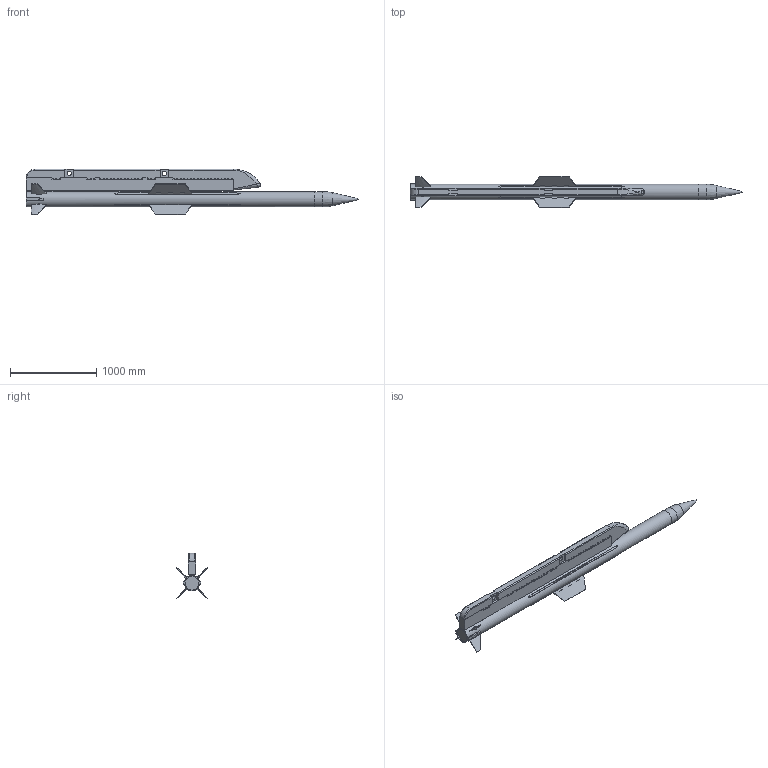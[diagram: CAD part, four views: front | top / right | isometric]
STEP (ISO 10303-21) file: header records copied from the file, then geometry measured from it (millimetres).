
FILE_DESCRIPTION(/* description */ (''),/* implementation_level */ '2;1');
FILE_NAME(/* name */ 'Astra.step',/* time_stamp */ '2023-05-02T15:35:50+01:00',/* author */ (''),/* organization */ (''),/* preprocessor_version */ 'ST-DEVELOPER v19.2',/* originating_system */ 'Autodesk Translation Framework v12.4.0.73',/* authorisation */ '');
FILE_SCHEMA (('AUTOMOTIVE_DESIGN { 1 0 10303 214 3 1 1 }'));
Length unit declared in the file: metre
Products named in the file (3): Astra Mk1; Missile; Launcher
Assembly tree (2 placements, depth 2):
  Astra Mk1
    Missile
    Launcher
Bounding box: 3839.58 x 358.36 x 526.18 mm (x, y, z)
Volume: 146268999.1 mm3; surface area: 4705455.1 mm2
Topology: 2 solids, 2 shells, 578 faces, 1359 edges, 878 vertices
Faces by surface type: plane 344, cylinder 135, bspline 96, torus 2, cone 1
Full cylindrical faces by diameter (mm): 10 x80, 40 x1, 50 x2, 158 x1, 178 x2
Entity records: 21429 total; most frequent: CARTESIAN_POINT 8389, ORIENTED_EDGE 2712, DIRECTION 2373, EDGE_CURVE 1356, VERTEX_POINT 878, AXIS2_PLACEMENT_3D 819, LINE 735, VECTOR 735
